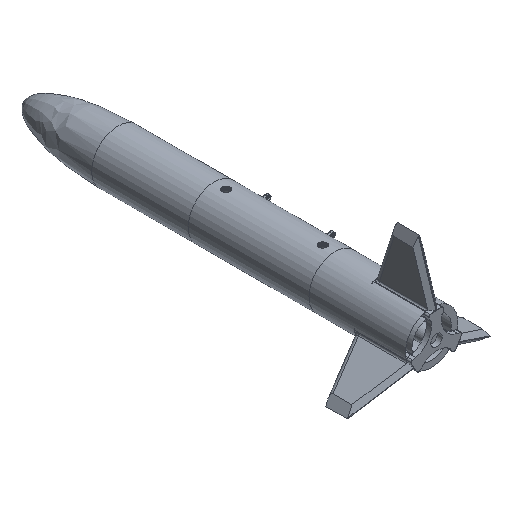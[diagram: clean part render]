
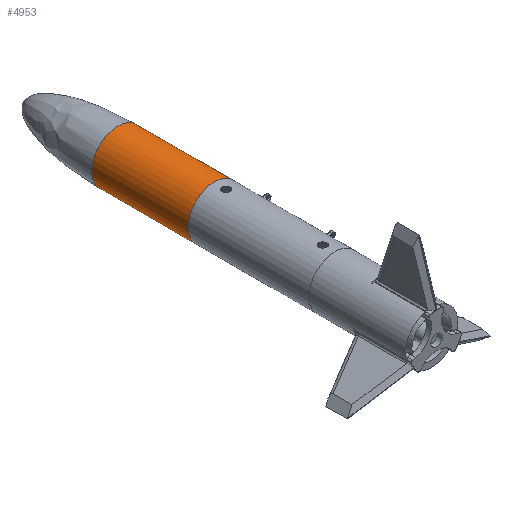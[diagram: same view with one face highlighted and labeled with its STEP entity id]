
A CAD part, isometric view. The second image highlights one B-rep face of the part: STEP entity #4953.
In plain terms, the highlighted cylindrical face has radius 32.5 mm (diameter 65 mm), a full revolution.
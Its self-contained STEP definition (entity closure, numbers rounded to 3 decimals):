
#285=LINE('',#8501,#524);
#524=VECTOR('',#6095,32.5);
#759=CYLINDRICAL_SURFACE('',#5333,32.5);
#981=FACE_OUTER_BOUND('',#1290,.T.);
#1290=EDGE_LOOP('',(#3597,#3598,#3599,#3600));
#1844=CIRCLE('',#5330,32.5);
#1845=CIRCLE('',#5332,32.5);
#2135=VERTEX_POINT('',#8495);
#2136=VERTEX_POINT('',#8498);
#2687=EDGE_CURVE('',#2135,#2135,#1844,.T.);
#2688=EDGE_CURVE('',#2136,#2136,#1845,.T.);
#2689=EDGE_CURVE('',#2135,#2136,#285,.T.);
#3597=ORIENTED_EDGE('',*,*,#2687,.F.);
#3598=ORIENTED_EDGE('',*,*,#2689,.T.);
#3599=ORIENTED_EDGE('',*,*,#2688,.F.);
#3600=ORIENTED_EDGE('',*,*,#2689,.F.);
#4953=ADVANCED_FACE('',(#981),#759,.T.);
#5330=AXIS2_PLACEMENT_3D('',#8496,#6087,#6088);
#5332=AXIS2_PLACEMENT_3D('',#8499,#6091,#6092);
#5333=AXIS2_PLACEMENT_3D('',#8500,#6093,#6094);
#6087=DIRECTION('center_axis',(0.,1.,0.));
#6088=DIRECTION('ref_axis',(1.,0.,0.));
#6091=DIRECTION('center_axis',(0.,-1.,0.));
#6092=DIRECTION('ref_axis',(1.,0.,0.));
#6093=DIRECTION('center_axis',(0.,1.,0.));
#6094=DIRECTION('ref_axis',(1.,0.,0.));
#6095=DIRECTION('',(0.,-1.,0.));
#8495=CARTESIAN_POINT('',(-32.5,60.,0.));
#8496=CARTESIAN_POINT('Origin',(0.,60.,0.));
#8498=CARTESIAN_POINT('',(-32.5,-60.,0.));
#8499=CARTESIAN_POINT('Origin',(0.,-60.,0.));
#8500=CARTESIAN_POINT('Origin',(0.,0.,0.));
#8501=CARTESIAN_POINT('',(-32.5,0.,0.));
